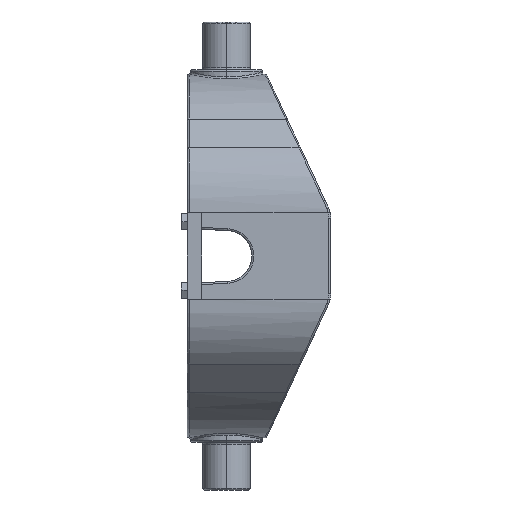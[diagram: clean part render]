
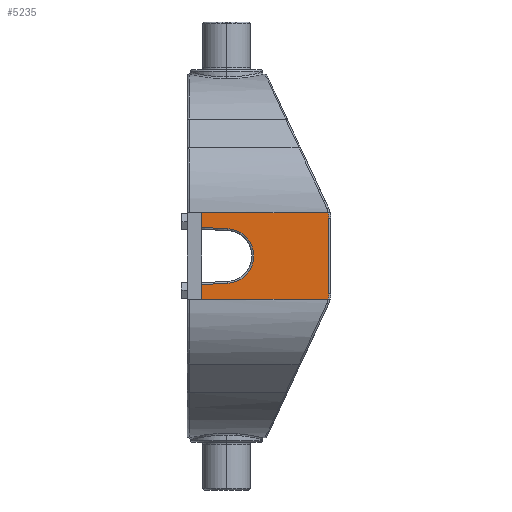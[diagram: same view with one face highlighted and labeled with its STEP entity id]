
A CAD part, left-side view. The second image highlights one B-rep face of the part: STEP entity #5235.
In plain terms, the highlighted planar face has unit normal (-1, 0, 0).
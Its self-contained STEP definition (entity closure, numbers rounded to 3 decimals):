
#163 = VECTOR ( 'NONE', #2622, 1000. ) ;
#207 = DIRECTION ( 'NONE',  ( 0., 0., 1. ) ) ;
#254 = ORIENTED_EDGE ( 'NONE', *, *, #5647, .T. ) ;
#688 = LINE ( 'NONE', #2897, #4746 ) ;
#1134 = AXIS2_PLACEMENT_3D ( 'NONE', #8261, #3409, #9088 ) ;
#1230 = CARTESIAN_POINT ( 'NONE',  ( -171.5, -107., -39.458 ) ) ;
#1291 = CARTESIAN_POINT ( 'NONE',  ( -171.5, -107., 39.458 ) ) ;
#1351 = CARTESIAN_POINT ( 'NONE',  ( -171.5, -106.322, 45. ) ) ;
#1431 = ORIENTED_EDGE ( 'NONE', *, *, #7430, .T. ) ;
#1516 = CARTESIAN_POINT ( 'NONE',  ( -171.5, -107., 39.458 ) ) ;
#1547 = CIRCLE ( 'NONE', #1134, 28.5 ) ;
#1632 = EDGE_CURVE ( 'NONE', #9761, #8545, #1681, .T. ) ;
#1681 = LINE ( 'NONE', #8181, #7639 ) ;
#1692 = AXIS2_PLACEMENT_3D ( 'NONE', #9327, #4470, #10127 ) ;
#1910 = CARTESIAN_POINT ( 'NONE',  ( -171.5, -109., -45. ) ) ;
#2083 = EDGE_CURVE ( 'NONE', #2270, #10082, #4349, .T. ) ;
#2270 = VERTEX_POINT ( 'NONE', #1351 ) ;
#2336 = EDGE_LOOP ( 'NONE', ( #7218, #7223, #7419, #254, #2891, #4495, #4403, #10112, #8671, #1431 ) ) ;
#2578 = EDGE_CURVE ( 'NONE', #9427, #3721, #6362, .T. ) ;
#2622 = DIRECTION ( 'NONE',  ( 0., 0., 1. ) ) ;
#2719 = DIRECTION ( 'NONE',  ( 0., 0., 1. ) ) ;
#2801 = LINE ( 'NONE', #8276, #163 ) ;
#2891 = ORIENTED_EDGE ( 'NONE', *, *, #4405, .T. ) ;
#2897 = CARTESIAN_POINT ( 'NONE',  ( -171.5, 28.895, -30.053 ) ) ;
#3148 = EDGE_CURVE ( 'NONE', #8545, #6448, #1547, .T. ) ;
#3336 = FACE_OUTER_BOUND ( 'NONE', #2336, .T. ) ;
#3409 = DIRECTION ( 'NONE',  ( 1., 0., 0. ) ) ;
#3556 = CARTESIAN_POINT ( 'NONE',  ( -171.5, 26., 45. ) ) ;
#3721 = VERTEX_POINT ( 'NONE', #8080 ) ;
#4071 = CARTESIAN_POINT ( 'NONE',  ( -171.5, -1.492, -28.461 ) ) ;
#4105 = DIRECTION ( 'NONE',  ( -1., 0., 0. ) ) ;
#4209 = VECTOR ( 'NONE', #2719, 1000. ) ;
#4349 = LINE ( 'NONE', #10101, #4614 ) ;
#4403 = ORIENTED_EDGE ( 'NONE', *, *, #9483, .F. ) ;
#4405 = EDGE_CURVE ( 'NONE', #6298, #2270, #5767, .T. ) ;
#4443 = DIRECTION ( 'NONE',  ( 0., 1., 0. ) ) ;
#4470 = DIRECTION ( 'NONE',  ( -1., 0., 0. ) ) ;
#4495 = ORIENTED_EDGE ( 'NONE', *, *, #2083, .T. ) ;
#4614 = VECTOR ( 'NONE', #4443, 1000. ) ;
#4683 = DIRECTION ( 'NONE',  ( 0., -0.999, -0.052 ) ) ;
#4746 = VECTOR ( 'NONE', #7795, 1000. ) ;
#4770 = CARTESIAN_POINT ( 'NONE',  ( -171.5, -109., -45. ) ) ;
#5051 = DIRECTION ( 'NONE',  ( -1., 0., 0. ) ) ;
#5235 = ADVANCED_FACE ( 'NONE', ( #3336 ), #10020, .T. ) ;
#5299 = DIRECTION ( 'NONE',  ( 0., 0., 1. ) ) ;
#5330 = VERTEX_POINT ( 'NONE', #1230 ) ;
#5545 = CARTESIAN_POINT ( 'NONE',  ( -171.5, 26., 29.902 ) ) ;
#5647 = EDGE_CURVE ( 'NONE', #5330, #6298, #9928, .T. ) ;
#5767 = CIRCLE ( 'NONE', #1692, 23. ) ;
#6129 = LINE ( 'NONE', #4770, #10174 ) ;
#6290 = EDGE_CURVE ( 'NONE', #6975, #9427, #6129, .T. ) ;
#6298 = VERTEX_POINT ( 'NONE', #1516 ) ;
#6362 = LINE ( 'NONE', #9168, #4209 ) ;
#6448 = VERTEX_POINT ( 'NONE', #4071 ) ;
#6975 = VERTEX_POINT ( 'NONE', #10279 ) ;
#7156 = DIRECTION ( 'NONE',  ( 0., 1., 0. ) ) ;
#7218 = ORIENTED_EDGE ( 'NONE', *, *, #2578, .F. ) ;
#7223 = ORIENTED_EDGE ( 'NONE', *, *, #6290, .F. ) ;
#7323 = EDGE_CURVE ( 'NONE', #6975, #5330, #7632, .T. ) ;
#7419 = ORIENTED_EDGE ( 'NONE', *, *, #7323, .T. ) ;
#7430 = EDGE_CURVE ( 'NONE', #6448, #3721, #688, .T. ) ;
#7632 = CIRCLE ( 'NONE', #7857, 23. ) ;
#7639 = VECTOR ( 'NONE', #4683, 1000. ) ;
#7765 = DIRECTION ( 'NONE',  ( 0., 0., 1. ) ) ;
#7776 = VECTOR ( 'NONE', #7765, 1000. ) ;
#7795 = DIRECTION ( 'NONE',  ( 0., 0.999, -0.052 ) ) ;
#7857 = AXIS2_PLACEMENT_3D ( 'NONE', #9885, #5051, #207 ) ;
#8080 = CARTESIAN_POINT ( 'NONE',  ( -171.5, 26., -29.902 ) ) ;
#8181 = CARTESIAN_POINT ( 'NONE',  ( -171.5, -1.492, 28.461 ) ) ;
#8261 = CARTESIAN_POINT ( 'NONE',  ( -171.5, 0., 0. ) ) ;
#8276 = CARTESIAN_POINT ( 'NONE',  ( -171.5, 26., -45. ) ) ;
#8545 = VERTEX_POINT ( 'NONE', #9686 ) ;
#8671 = ORIENTED_EDGE ( 'NONE', *, *, #3148, .T. ) ;
#9088 = DIRECTION ( 'NONE',  ( 0., 0., 1. ) ) ;
#9168 = CARTESIAN_POINT ( 'NONE',  ( -171.5, 26., -45. ) ) ;
#9327 = CARTESIAN_POINT ( 'NONE',  ( -171.5, -84., 39.458 ) ) ;
#9427 = VERTEX_POINT ( 'NONE', #9709 ) ;
#9448 = AXIS2_PLACEMENT_3D ( 'NONE', #1910, #4105, #5299 ) ;
#9483 = EDGE_CURVE ( 'NONE', #9761, #10082, #2801, .T. ) ;
#9686 = CARTESIAN_POINT ( 'NONE',  ( -171.5, -1.492, 28.461 ) ) ;
#9709 = CARTESIAN_POINT ( 'NONE',  ( -171.5, 26., -45. ) ) ;
#9761 = VERTEX_POINT ( 'NONE', #5545 ) ;
#9885 = CARTESIAN_POINT ( 'NONE',  ( -171.5, -84., -39.458 ) ) ;
#9928 = LINE ( 'NONE', #1291, #7776 ) ;
#10020 = PLANE ( 'NONE',  #9448 ) ;
#10082 = VERTEX_POINT ( 'NONE', #3556 ) ;
#10101 = CARTESIAN_POINT ( 'NONE',  ( -171.5, -109., 45. ) ) ;
#10112 = ORIENTED_EDGE ( 'NONE', *, *, #1632, .T. ) ;
#10127 = DIRECTION ( 'NONE',  ( 0., 0., 1. ) ) ;
#10174 = VECTOR ( 'NONE', #7156, 1000. ) ;
#10279 = CARTESIAN_POINT ( 'NONE',  ( -171.5, -106.322, -45. ) ) ;
